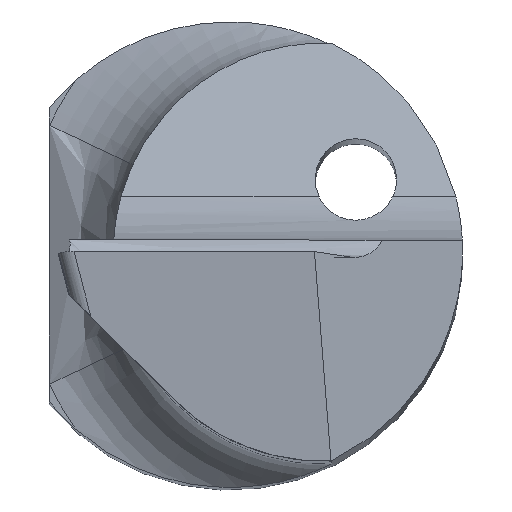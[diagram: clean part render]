
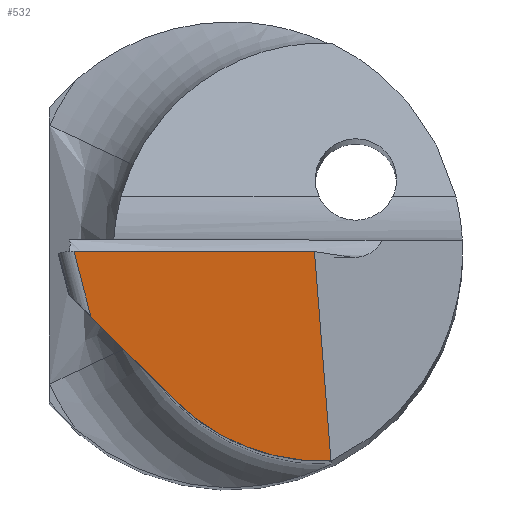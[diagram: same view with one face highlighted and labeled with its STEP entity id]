
A CAD part, top view. The second image highlights one B-rep face of the part: STEP entity #532.
In plain terms, the highlighted planar face has unit normal (0.138, -0.139, 0.981).
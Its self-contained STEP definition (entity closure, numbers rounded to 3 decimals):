
#31 = CARTESIAN_POINT ( 'NONE',  ( 0.727, 0., 29.709 ) ) ;
#42 = CARTESIAN_POINT ( 'NONE',  ( -1.195, -0.556, 29.9 ) ) ;
#48 = LINE ( 'NONE', #419, #484 ) ;
#54 = CARTESIAN_POINT ( 'NONE',  ( 0.869, -1.799, 29.434 ) ) ;
#55 = PLANE ( 'NONE',  #367 ) ;
#134 = EDGE_LOOP ( 'NONE', ( #471, #593, #779, #584, #517 ) ) ;
#140 = CARTESIAN_POINT ( 'NONE',  ( -1.569, 0.1, 30.046 ) ) ;
#153 = DIRECTION ( 'NONE',  ( -0.99, 0., 0.139 ) ) ;
#215 = FACE_OUTER_BOUND ( 'NONE', #134, .T. ) ;
#224 = VECTOR ( 'NONE', #846, 1000. ) ;
#238 = EDGE_CURVE ( 'NONE', #421, #362, #348, .T. ) ;
#285 = CARTESIAN_POINT ( 'NONE',  ( 0.869, -1.799, 29.434 ) ) ;
#294 = EDGE_CURVE ( 'NONE', #537, #690, #319, .T. ) ;
#319 = LINE ( 'NONE', #481, #224 ) ;
#322 = DIRECTION ( 'NONE',  ( -0.078, 0.986, 0.151 ) ) ;
#348 = LINE ( 'NONE', #918, #640 ) ;
#362 = VERTEX_POINT ( 'NONE', #31 ) ;
#366 = CARTESIAN_POINT ( 'NONE',  ( -0.478, -1.273, 29.698 ) ) ;
#367 = AXIS2_PLACEMENT_3D ( 'NONE', #140, #639, #696 ) ;
#419 = CARTESIAN_POINT ( 'NONE',  ( -1.571, 0., 30.032 ) ) ;
#421 = VERTEX_POINT ( 'NONE', #285 ) ;
#422 = CARTESIAN_POINT ( 'NONE',  ( -1.379, 0.153, 30.027 ) ) ;
#423 = VECTOR ( 'NONE', #655, 1000. ) ;
#471 = ORIENTED_EDGE ( 'NONE', *, *, #294, .T. ) ;
#481 = CARTESIAN_POINT ( 'NONE',  ( -0.526, -1.226, 29.711 ) ) ;
#484 = VECTOR ( 'NONE', #153, 1000. ) ;
#490 = CARTESIAN_POINT ( 'NONE',  ( -0.478, -1.273, 29.698 ) ) ;
#517 = ORIENTED_EDGE ( 'NONE', *, *, #793, .F. ) ;
#532 = ADVANCED_FACE ( 'NONE', ( #215 ), #55, .T. ) ;
#537 = VERTEX_POINT ( 'NONE', #42 ) ;
#545 = EDGE_CURVE ( 'NONE', #362, #702, #48, .T. ) ;
#584 = ORIENTED_EDGE ( 'NONE', *, *, #545, .T. ) ;
#593 = ORIENTED_EDGE ( 'NONE', *, *, #603, .T. ) ;
#603 = EDGE_CURVE ( 'NONE', #690, #421, #929, .T. ) ;
#639 = DIRECTION ( 'NONE',  ( 0.138, -0.139, 0.981 ) ) ;
#640 = VECTOR ( 'NONE', #322, 1000. ) ;
#655 = DIRECTION ( 'NONE',  ( -0.247, 0.954, 0.17 ) ) ;
#690 = VERTEX_POINT ( 'NONE', #366 ) ;
#696 = DIRECTION ( 'NONE',  ( 0., -0.99, -0.141 ) ) ;
#702 = VERTEX_POINT ( 'NONE', #726 ) ;
#710 = CARTESIAN_POINT ( 'NONE',  ( 0.359, -1.82, 29.503 ) ) ;
#726 = CARTESIAN_POINT ( 'NONE',  ( -1.339, 0., 29.999 ) ) ;
#779 = ORIENTED_EDGE ( 'NONE', *, *, #238, .T. ) ;
#780 = CARTESIAN_POINT ( 'NONE',  ( -0.117, -1.634, 29.596 ) ) ;
#793 = EDGE_CURVE ( 'NONE', #537, #702, #949, .T. ) ;
#846 = DIRECTION ( 'NONE',  ( 0.693, -0.693, -0.196 ) ) ;
#918 = CARTESIAN_POINT ( 'NONE',  ( 0.719, 0.1, 29.724 ) ) ;
#929 =( BOUNDED_CURVE ( )  B_SPLINE_CURVE ( 3, ( #490, #780, #710, #54 ),
 .UNSPECIFIED., .F., .F. ) 
 B_SPLINE_CURVE_WITH_KNOTS ( ( 4, 4 ),
 ( 4.717, 5.544 ),
 .UNSPECIFIED. ) 
 CURVE ( )  GEOMETRIC_REPRESENTATION_ITEM ( )  RATIONAL_B_SPLINE_CURVE ( ( 1., 0.944, 0.944, 1. ) ) 
 REPRESENTATION_ITEM ( '' )  );
#949 = LINE ( 'NONE', #422, #423 ) ;
